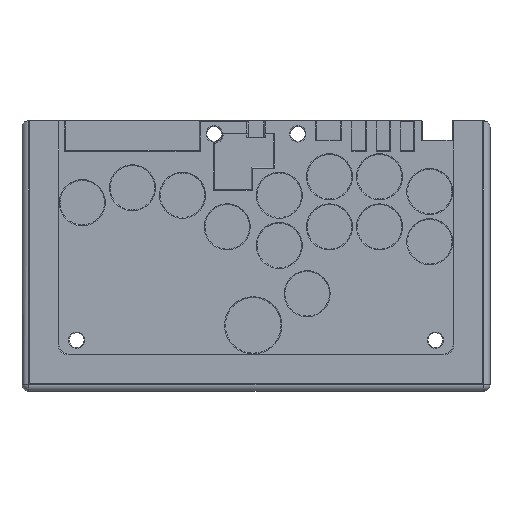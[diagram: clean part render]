
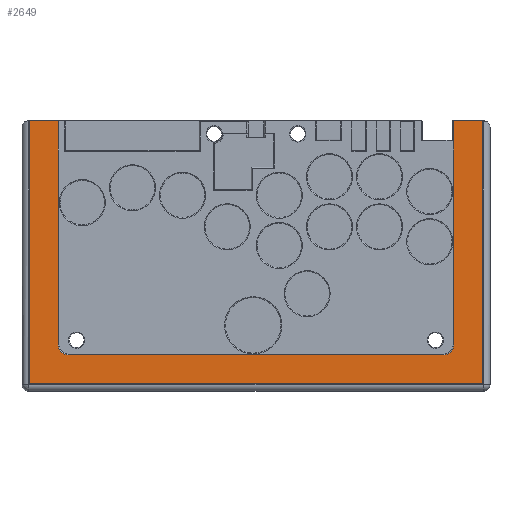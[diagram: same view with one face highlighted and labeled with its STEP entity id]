
A CAD part, top view. The second image highlights one B-rep face of the part: STEP entity #2649.
In plain terms, the highlighted planar face has unit normal (0, 0, 1).
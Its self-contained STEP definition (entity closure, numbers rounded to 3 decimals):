
#168=PLANE('',#2891);
#249=FACE_OUTER_BOUND('',#440,.T.);
#440=EDGE_LOOP('',(#1985,#1986,#1987,#1988,#1989,#1990,#1991,#1992,#1993,
#1994));
#649=LINE('',#4288,#873);
#650=LINE('',#4299,#874);
#652=LINE('',#4311,#876);
#654=LINE('',#4315,#878);
#655=LINE('',#4317,#879);
#656=LINE('',#4319,#880);
#657=LINE('',#4321,#881);
#658=LINE('',#4322,#882);
#873=VECTOR('',#3346,10.);
#874=VECTOR('',#3359,10.);
#876=VECTOR('',#3373,10.);
#878=VECTOR('',#3377,10.);
#879=VECTOR('',#3378,10.);
#880=VECTOR('',#3379,10.);
#881=VECTOR('',#3380,10.);
#882=VECTOR('',#3381,10.);
#1090=CIRCLE('',#2881,5.4);
#1094=CIRCLE('',#2887,5.4);
#1276=VERTEX_POINT('',#4281);
#1279=VERTEX_POINT('',#4286);
#1281=VERTEX_POINT('',#4291);
#1283=VERTEX_POINT('',#4297);
#1285=VERTEX_POINT('',#4303);
#1287=VERTEX_POINT('',#4309);
#1288=VERTEX_POINT('',#4314);
#1289=VERTEX_POINT('',#4316);
#1290=VERTEX_POINT('',#4318);
#1291=VERTEX_POINT('',#4320);
#1535=EDGE_CURVE('',#1279,#1276,#649,.T.);
#1537=EDGE_CURVE('',#1281,#1279,#1090,.T.);
#1540=EDGE_CURVE('',#1283,#1281,#650,.T.);
#1543=EDGE_CURVE('',#1285,#1283,#1094,.T.);
#1546=EDGE_CURVE('',#1287,#1285,#652,.T.);
#1548=EDGE_CURVE('',#1287,#1288,#654,.T.);
#1549=EDGE_CURVE('',#1289,#1288,#655,.T.);
#1550=EDGE_CURVE('',#1290,#1289,#656,.T.);
#1551=EDGE_CURVE('',#1291,#1290,#657,.T.);
#1552=EDGE_CURVE('',#1291,#1276,#658,.T.);
#1985=ORIENTED_EDGE('',*,*,#1535,.F.);
#1986=ORIENTED_EDGE('',*,*,#1537,.F.);
#1987=ORIENTED_EDGE('',*,*,#1540,.F.);
#1988=ORIENTED_EDGE('',*,*,#1543,.F.);
#1989=ORIENTED_EDGE('',*,*,#1546,.F.);
#1990=ORIENTED_EDGE('',*,*,#1548,.T.);
#1991=ORIENTED_EDGE('',*,*,#1549,.F.);
#1992=ORIENTED_EDGE('',*,*,#1550,.F.);
#1993=ORIENTED_EDGE('',*,*,#1551,.F.);
#1994=ORIENTED_EDGE('',*,*,#1552,.T.);
#2649=ADVANCED_FACE('',(#249),#168,.T.);
#2881=AXIS2_PLACEMENT_3D('',#4293,#3351,#3352);
#2887=AXIS2_PLACEMENT_3D('',#4305,#3365,#3366);
#2891=AXIS2_PLACEMENT_3D('',#4313,#3375,#3376);
#3346=DIRECTION('',(0.,1.,0.));
#3351=DIRECTION('center_axis',(0.,0.,1.));
#3352=DIRECTION('ref_axis',(0.707,-0.707,0.));
#3359=DIRECTION('',(1.,0.,0.));
#3365=DIRECTION('center_axis',(0.,0.,1.));
#3366=DIRECTION('ref_axis',(-0.707,-0.707,0.));
#3373=DIRECTION('',(0.,-1.,0.));
#3375=DIRECTION('center_axis',(0.,0.,1.));
#3376=DIRECTION('ref_axis',(1.,0.,0.));
#3377=DIRECTION('',(-1.,0.,0.));
#3378=DIRECTION('',(0.,1.,0.));
#3379=DIRECTION('',(-1.,0.,0.));
#3380=DIRECTION('',(0.,-1.,0.));
#3381=DIRECTION('',(-1.,0.,0.));
#4281=CARTESIAN_POINT('',(211.9,125.,1.8));
#4286=CARTESIAN_POINT('',(211.9,4.5,1.8));
#4288=CARTESIAN_POINT('',(211.9,89.65,1.8));
#4291=CARTESIAN_POINT('',(206.5,-0.9,1.8));
#4293=CARTESIAN_POINT('Origin',(206.5,4.5,1.8));
#4297=CARTESIAN_POINT('',(4.5,-0.9,1.8));
#4299=CARTESIAN_POINT('',(156.,-0.9,1.8));
#4303=CARTESIAN_POINT('',(-0.9,4.5,1.8));
#4305=CARTESIAN_POINT('Origin',(4.5,4.5,1.8));
#4309=CARTESIAN_POINT('',(-0.9,125.,1.8));
#4311=CARTESIAN_POINT('',(-0.9,29.4,1.8));
#4313=CARTESIAN_POINT('Origin',(105.5,54.3,1.8));
#4314=CARTESIAN_POINT('',(-16.4,125.,1.8));
#4315=CARTESIAN_POINT('',(-20.4,125.,1.8));
#4316=CARTESIAN_POINT('',(-16.4,-16.4,1.8));
#4317=CARTESIAN_POINT('',(-16.4,18.95,1.8));
#4318=CARTESIAN_POINT('',(227.4,-16.4,1.8));
#4319=CARTESIAN_POINT('',(166.45,-16.4,1.8));
#4320=CARTESIAN_POINT('',(227.4,125.,1.8));
#4321=CARTESIAN_POINT('',(227.4,89.65,1.8));
#4322=CARTESIAN_POINT('',(-20.4,125.,1.8));
